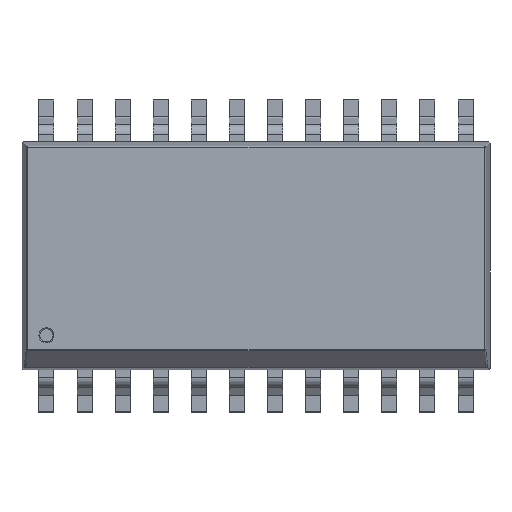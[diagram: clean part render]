
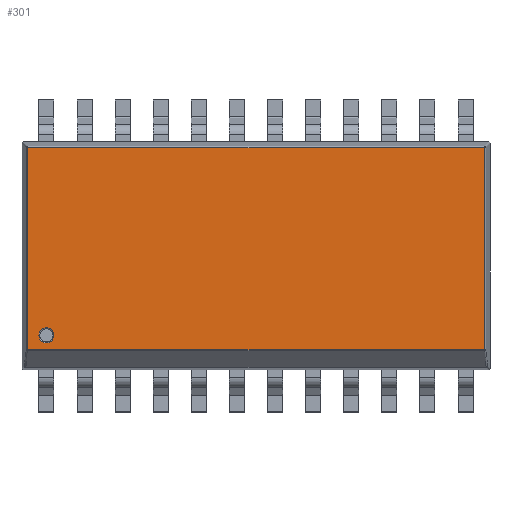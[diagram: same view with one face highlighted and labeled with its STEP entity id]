
A CAD part, top view. The second image highlights one B-rep face of the part: STEP entity #301.
In plain terms, the highlighted planar face has unit normal (0, 0, 1).
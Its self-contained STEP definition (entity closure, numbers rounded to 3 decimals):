
#301=ADVANCED_FACE('',(#4009,#4011),#4013,.T.);
#4009=FACE_BOUND('',#4010,.T.);
#4010=EDGE_LOOP('',(#7027,#7028,#7029,#7030));
#4011=FACE_BOUND('',#4012,.T.);
#4012=EDGE_LOOP('',(#7031));
#4013=PLANE('',#4014);
#4014=AXIS2_PLACEMENT_3D('',#4015,#4016,#4017);
#4015=CARTESIAN_POINT('',(0.,0.,2.65));
#4016=DIRECTION('',(0.,0.,1.));
#4017=DIRECTION('',(1.,0.,0.));
#7027=ORIENTED_EDGE('',*,*,#9163,.T.);
#7028=ORIENTED_EDGE('',*,*,#9164,.T.);
#7029=ORIENTED_EDGE('',*,*,#9165,.T.);
#7030=ORIENTED_EDGE('',*,*,#9166,.T.);
#7031=ORIENTED_EDGE('',*,*,#9167,.T.);
#9163=EDGE_CURVE('',#10327,#10328,#10329,.T.);
#9164=EDGE_CURVE('',#10328,#10330,#10331,.T.);
#9165=EDGE_CURVE('',#10330,#10332,#10333,.T.);
#9166=EDGE_CURVE('',#10332,#10327,#10334,.T.);
#9167=EDGE_CURVE('',#10335,#10335,#10336,.T.);
#10327=VERTEX_POINT('',#12616);
#10328=VERTEX_POINT('',#12617);
#10329=LINE('',#12618,#12619);
#10330=VERTEX_POINT('',#12621);
#10331=LINE('',#12622,#12623);
#10332=VERTEX_POINT('',#12625);
#10333=LINE('',#12626,#12627);
#10334=LINE('',#12629,#12630);
#10335=VERTEX_POINT('',#12632);
#10336=CIRCLE('',#12633,0.25);
#12616=CARTESIAN_POINT('',(-0.62,8.305,2.65));
#12617=CARTESIAN_POINT('',(-0.62,1.571,2.65));
#12618=CARTESIAN_POINT('',(-0.62,8.305,2.65));
#12619=VECTOR('',#12620,1.);
#12620=DIRECTION('',(0.,-1.,0.));
#12621=CARTESIAN_POINT('',(14.59,1.571,2.65));
#12622=CARTESIAN_POINT('',(-0.62,1.571,2.65));
#12623=VECTOR('',#12624,1.);
#12624=DIRECTION('',(1.,0.,0.));
#12625=CARTESIAN_POINT('',(14.59,8.305,2.65));
#12626=CARTESIAN_POINT('',(14.59,1.571,2.65));
#12627=VECTOR('',#12628,1.);
#12628=DIRECTION('',(0.,1.,0.));
#12629=CARTESIAN_POINT('',(14.59,8.305,2.65));
#12630=VECTOR('',#12631,1.);
#12631=DIRECTION('',(-1.,0.,0.));
#12632=CARTESIAN_POINT('',(0.,1.8,2.65));
#12633=AXIS2_PLACEMENT_3D('',#12634,#12635,#12636);
#12634=CARTESIAN_POINT('',(0.,2.05,2.65));
#12635=DIRECTION('',(-0.,-0.,-1.));
#12636=DIRECTION('',(0.,-1.,0.));
